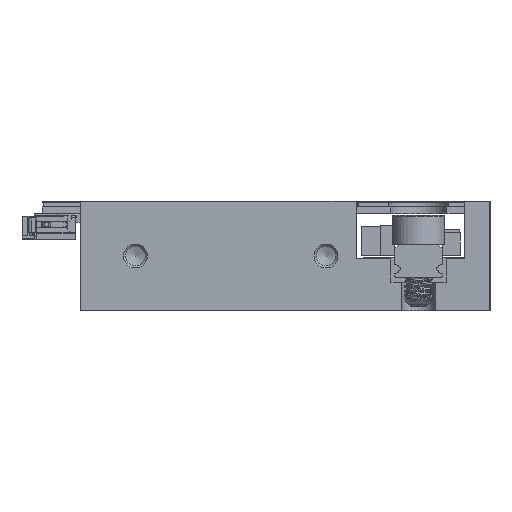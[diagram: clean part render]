
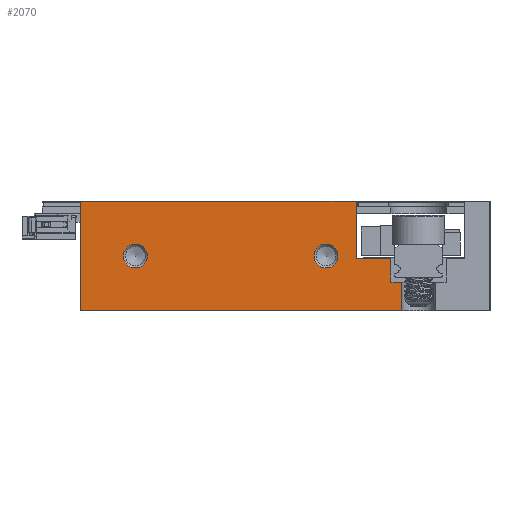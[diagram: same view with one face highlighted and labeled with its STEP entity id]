
A CAD part, left-side view. The second image highlights one B-rep face of the part: STEP entity #2070.
In plain terms, the highlighted planar face has unit normal (-1, 0, 0).
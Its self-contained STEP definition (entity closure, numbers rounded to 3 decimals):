
#1468=FACE_BOUND('',#5497,.T.);
#1469=FACE_BOUND('',#5498,.T.);
#1470=FACE_BOUND('',#5499,.T.);
#2070=ADVANCED_FACE('',(#1468,#1469,#1470),#3398,.F.);
#3398=PLANE('',#26696);
#5497=EDGE_LOOP('',(#7943));
#5498=EDGE_LOOP('',(#7944));
#5499=EDGE_LOOP('',(#7945,#7946,#7947,#7948,#7949,#7950,#7951,#7952));
#7196=CIRCLE('',#26694,1.25);
#7197=CIRCLE('',#26695,1.25);
#7943=ORIENTED_EDGE('',*,*,#17480,.T.);
#7944=ORIENTED_EDGE('',*,*,#17481,.T.);
#7945=ORIENTED_EDGE('',*,*,#17460,.T.);
#7946=ORIENTED_EDGE('',*,*,#17482,.T.);
#7947=ORIENTED_EDGE('',*,*,#17483,.T.);
#7948=ORIENTED_EDGE('',*,*,#17484,.T.);
#7949=ORIENTED_EDGE('',*,*,#17485,.T.);
#7950=ORIENTED_EDGE('',*,*,#17438,.T.);
#7951=ORIENTED_EDGE('',*,*,#17412,.F.);
#7952=ORIENTED_EDGE('',*,*,#17422,.T.);
#14970=VERTEX_POINT('',#35595);
#14971=VERTEX_POINT('',#35597);
#14978=VERTEX_POINT('',#35614);
#14989=VERTEX_POINT('',#35646);
#15008=VERTEX_POINT('',#35690);
#15024=VERTEX_POINT('',#35731);
#15025=VERTEX_POINT('',#35733);
#15026=VERTEX_POINT('',#35735);
#15027=VERTEX_POINT('',#35737);
#15028=VERTEX_POINT('',#35739);
#17412=EDGE_CURVE('',#14970,#14971,#20959,.T.);
#17422=EDGE_CURVE('',#14970,#14978,#20967,.T.);
#17438=EDGE_CURVE('',#14989,#14971,#20983,.T.);
#17460=EDGE_CURVE('',#14978,#15008,#20994,.T.);
#17480=EDGE_CURVE('',#15024,#15024,#7196,.T.);
#17481=EDGE_CURVE('',#15025,#15025,#7197,.T.);
#17482=EDGE_CURVE('',#15008,#15026,#21013,.T.);
#17483=EDGE_CURVE('',#15026,#15027,#21014,.T.);
#17484=EDGE_CURVE('',#15027,#15028,#21015,.T.);
#17485=EDGE_CURVE('',#15028,#14989,#21016,.T.);
#20959=LINE('',#35596,#23824);
#20967=LINE('',#35615,#23832);
#20983=LINE('',#35645,#23848);
#20994=LINE('',#35691,#23859);
#21013=LINE('',#35734,#23878);
#21014=LINE('',#35736,#23879);
#21015=LINE('',#35738,#23880);
#21016=LINE('',#35740,#23881);
#23824=VECTOR('',#28712,1.);
#23832=VECTOR('',#28726,1.);
#23848=VECTOR('',#28750,1.);
#23859=VECTOR('',#28791,1.);
#23878=VECTOR('',#28824,1.);
#23879=VECTOR('',#28825,1.);
#23880=VECTOR('',#28826,1.);
#23881=VECTOR('',#28827,1.);
#26694=AXIS2_PLACEMENT_3D('',#35730,#28820,#28821);
#26695=AXIS2_PLACEMENT_3D('',#35732,#28822,#28823);
#26696=AXIS2_PLACEMENT_3D('',#35741,#28828,#28829);
#28712=DIRECTION('',(0.,-1.,0.));
#28726=DIRECTION('',(0.,0.,-1.));
#28750=DIRECTION('',(0.,0.,1.));
#28791=DIRECTION('',(0.,-1.,0.));
#28820=DIRECTION('',(1.,0.,0.));
#28821=DIRECTION('',(0.,1.,0.));
#28822=DIRECTION('',(1.,0.,0.));
#28823=DIRECTION('',(0.,1.,0.));
#28824=DIRECTION('',(0.,0.,1.));
#28825=DIRECTION('',(0.,1.,0.));
#28826=DIRECTION('',(0.,0.,1.));
#28827=DIRECTION('',(0.,1.,0.));
#28828=DIRECTION('',(1.,0.,0.));
#28829=DIRECTION('',(0.,1.,0.));
#35595=CARTESIAN_POINT('',(-15.,43.,11.5));
#35596=CARTESIAN_POINT('',(-15.,43.,11.5));
#35597=CARTESIAN_POINT('',(-15.,14.05,11.5));
#35614=CARTESIAN_POINT('',(-15.,43.,0.));
#35615=CARTESIAN_POINT('',(-15.,43.,11.5));
#35645=CARTESIAN_POINT('',(-15.,14.05,5.5));
#35646=CARTESIAN_POINT('',(-15.,14.05,5.5));
#35690=CARTESIAN_POINT('',(-15.,9.25,0.));
#35691=CARTESIAN_POINT('',(-15.,43.,0.));
#35730=CARTESIAN_POINT('',(-15.,37.2,5.75));
#35731=CARTESIAN_POINT('',(-15.,38.45,5.75));
#35732=CARTESIAN_POINT('',(-15.,17.2,5.75));
#35733=CARTESIAN_POINT('',(-15.,18.45,5.75));
#35734=CARTESIAN_POINT('',(-15.,9.25,-0.3));
#35735=CARTESIAN_POINT('',(-15.,9.25,3.));
#35736=CARTESIAN_POINT('',(-15.,4.6,3.));
#35737=CARTESIAN_POINT('',(-15.,10.4,3.));
#35738=CARTESIAN_POINT('',(-15.,10.4,3.));
#35739=CARTESIAN_POINT('',(-15.,10.4,5.5));
#35740=CARTESIAN_POINT('',(-15.,10.4,5.5));
#35741=CARTESIAN_POINT('',(-15.,43.,11.5));
